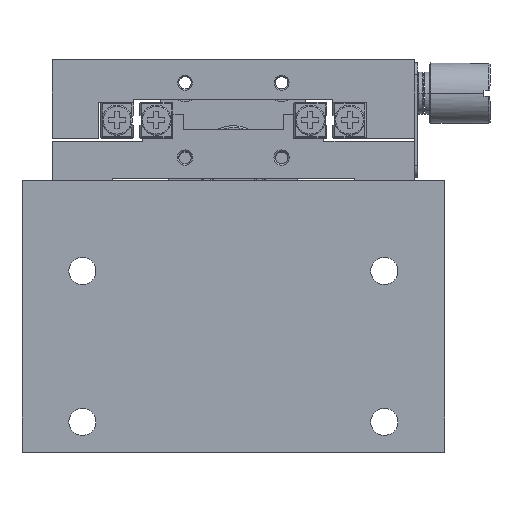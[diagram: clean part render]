
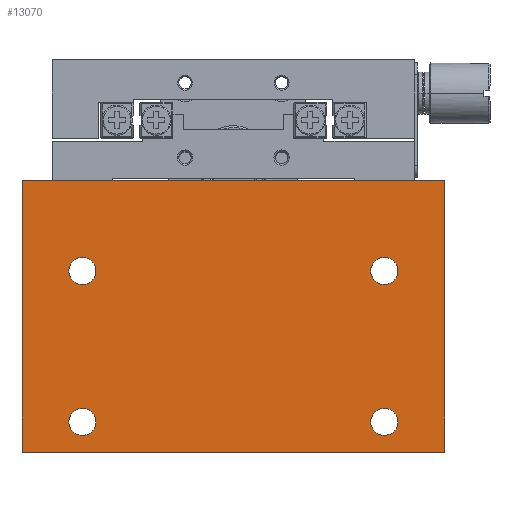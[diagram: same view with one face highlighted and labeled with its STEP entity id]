
A CAD part, top view. The second image highlights one B-rep face of the part: STEP entity #13070.
In plain terms, the highlighted planar face has unit normal (0, 0, 1).
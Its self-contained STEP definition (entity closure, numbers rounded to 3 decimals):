
#417 = VERTEX_POINT ( 'NONE', #15631 ) ;
#893 = VERTEX_POINT ( 'NONE', #14195 ) ;
#1072 = EDGE_CURVE ( 'NONE', #13453, #417, #17143, .T. ) ;
#1159 = DIRECTION ( 'NONE',  ( 0., 1., 0. ) ) ;
#1441 = DIRECTION ( 'NONE',  ( 0., 0., -1. ) ) ;
#1750 = CARTESIAN_POINT ( 'NONE',  ( -33.387, -42.157, 50. ) ) ;
#2050 = DIRECTION ( 'NONE',  ( 0., 1., 0. ) ) ;
#2107 = CARTESIAN_POINT ( 'NONE',  ( 16.613, -39.907, 50. ) ) ;
#2328 = EDGE_CURVE ( 'NONE', #8555, #18641, #19463, .T. ) ;
#2382 = ORIENTED_EDGE ( 'NONE', *, *, #5016, .F. ) ;
#2391 = VECTOR ( 'NONE', #12601, 1000. ) ;
#2465 = EDGE_LOOP ( 'NONE', ( #16210, #6276 ) ) ;
#2803 = DIRECTION ( 'NONE',  ( 0., 1., 0. ) ) ;
#2832 = CARTESIAN_POINT ( 'NONE',  ( -33.387, -14.907, 50. ) ) ;
#2864 = EDGE_LOOP ( 'NONE', ( #2382, #6844, #16551, #10400 ) ) ;
#3166 = DIRECTION ( 'NONE',  ( 0., 1., 0. ) ) ;
#3442 = CARTESIAN_POINT ( 'NONE',  ( -43.387, -2.157, 50. ) ) ;
#3991 = CIRCLE ( 'NONE', #19624, 2.25 ) ;
#4003 = PLANE ( 'NONE',  #17591 ) ;
#4274 = AXIS2_PLACEMENT_3D ( 'NONE', #19136, #9451, #9658 ) ;
#4379 = EDGE_LOOP ( 'NONE', ( #19296, #13513 ) ) ;
#4487 = AXIS2_PLACEMENT_3D ( 'NONE', #12435, #10913, #17217 ) ;
#4531 = EDGE_CURVE ( 'NONE', #10747, #10471, #6373, .T. ) ;
#4749 = VERTEX_POINT ( 'NONE', #5238 ) ;
#5016 = EDGE_CURVE ( 'NONE', #10471, #11078, #6445, .T. ) ;
#5192 = CIRCLE ( 'NONE', #16602, 2.25 ) ;
#5197 = AXIS2_PLACEMENT_3D ( 'NONE', #13717, #16463, #19626 ) ;
#5238 = CARTESIAN_POINT ( 'NONE',  ( -33.387, -19.407, 50. ) ) ;
#5295 = ORIENTED_EDGE ( 'NONE', *, *, #6434, .T. ) ;
#5314 = CARTESIAN_POINT ( 'NONE',  ( 16.613, -44.407, 50. ) ) ;
#5524 = FACE_OUTER_BOUND ( 'NONE', #2864, .T. ) ;
#5597 = CARTESIAN_POINT ( 'NONE',  ( 16.613, -17.157, 50. ) ) ;
#6020 = EDGE_CURVE ( 'NONE', #417, #13453, #7807, .T. ) ;
#6276 = ORIENTED_EDGE ( 'NONE', *, *, #6020, .T. ) ;
#6373 = LINE ( 'NONE', #8015, #2391 ) ;
#6434 = EDGE_CURVE ( 'NONE', #10017, #893, #11071, .T. ) ;
#6445 = LINE ( 'NONE', #18896, #12240 ) ;
#6608 = EDGE_LOOP ( 'NONE', ( #20162, #5295 ) ) ;
#6648 = EDGE_CURVE ( 'NONE', #15786, #11078, #19039, .T. ) ;
#6700 = DIRECTION ( 'NONE',  ( 0., 1., 0. ) ) ;
#6844 = ORIENTED_EDGE ( 'NONE', *, *, #4531, .F. ) ;
#7160 = DIRECTION ( 'NONE',  ( 0., 0., -1. ) ) ;
#7179 = EDGE_CURVE ( 'NONE', #18641, #8555, #5192, .T. ) ;
#7374 = CARTESIAN_POINT ( 'NONE',  ( 16.613, -42.157, 50. ) ) ;
#7807 = CIRCLE ( 'NONE', #5197, 2.25 ) ;
#7825 = AXIS2_PLACEMENT_3D ( 'NONE', #10237, #7160, #1159 ) ;
#8015 = CARTESIAN_POINT ( 'NONE',  ( 26.613, -2.157, 50. ) ) ;
#8236 = CARTESIAN_POINT ( 'NONE',  ( -43.387, -47.157, 50. ) ) ;
#8342 = CARTESIAN_POINT ( 'NONE',  ( -33.387, -17.157, 50. ) ) ;
#8532 = DIRECTION ( 'NONE',  ( 0., -1., 0. ) ) ;
#8555 = VERTEX_POINT ( 'NONE', #5314 ) ;
#8577 = CARTESIAN_POINT ( 'NONE',  ( 16.613, -14.907, 50. ) ) ;
#8813 = DIRECTION ( 'NONE',  ( 0., 0., -1. ) ) ;
#8903 = FACE_BOUND ( 'NONE', #2465, .T. ) ;
#9451 = DIRECTION ( 'NONE',  ( 0., 0., -1. ) ) ;
#9658 = DIRECTION ( 'NONE',  ( 0., 1., 0. ) ) ;
#9743 = VERTEX_POINT ( 'NONE', #2832 ) ;
#9774 = ORIENTED_EDGE ( 'NONE', *, *, #16970, .T. ) ;
#9867 = DIRECTION ( 'NONE',  ( 0., 0., -1. ) ) ;
#10017 = VERTEX_POINT ( 'NONE', #17689 ) ;
#10237 = CARTESIAN_POINT ( 'NONE',  ( -33.387, -42.157, 50. ) ) ;
#10239 = EDGE_LOOP ( 'NONE', ( #9774, #17828 ) ) ;
#10340 = FACE_BOUND ( 'NONE', #10239, .T. ) ;
#10400 = ORIENTED_EDGE ( 'NONE', *, *, #6648, .T. ) ;
#10441 = CARTESIAN_POINT ( 'NONE',  ( 26.613, -2.157, 50. ) ) ;
#10471 = VERTEX_POINT ( 'NONE', #15432 ) ;
#10673 = EDGE_CURVE ( 'NONE', #10747, #15786, #11827, .T. ) ;
#10747 = VERTEX_POINT ( 'NONE', #19968 ) ;
#10913 = DIRECTION ( 'NONE',  ( 0., 0., -1. ) ) ;
#11071 = CIRCLE ( 'NONE', #7825, 2.25 ) ;
#11078 = VERTEX_POINT ( 'NONE', #8236 ) ;
#11154 = CARTESIAN_POINT ( 'NONE',  ( 26.613, -2.157, 50. ) ) ;
#11827 = LINE ( 'NONE', #11154, #16658 ) ;
#11834 = DIRECTION ( 'NONE',  ( 0., 0., -1. ) ) ;
#12240 = VECTOR ( 'NONE', #16868, 1000. ) ;
#12435 = CARTESIAN_POINT ( 'NONE',  ( 16.613, -42.157, 50. ) ) ;
#12601 = DIRECTION ( 'NONE',  ( 0., -1., 0. ) ) ;
#13070 = ADVANCED_FACE ( 'NONE', ( #13496, #10340, #8903, #13695, #5524 ), #4003, .T. ) ;
#13453 = VERTEX_POINT ( 'NONE', #8577 ) ;
#13496 = FACE_BOUND ( 'NONE', #6608, .T. ) ;
#13513 = ORIENTED_EDGE ( 'NONE', *, *, #2328, .T. ) ;
#13695 = FACE_BOUND ( 'NONE', #4379, .T. ) ;
#13717 = CARTESIAN_POINT ( 'NONE',  ( 16.613, -17.157, 50. ) ) ;
#14195 = CARTESIAN_POINT ( 'NONE',  ( -33.387, -39.907, 50. ) ) ;
#14413 = DIRECTION ( 'NONE',  ( -1., 0., 0. ) ) ;
#14564 = CARTESIAN_POINT ( 'NONE',  ( -43.387, -2.157, 50. ) ) ;
#15432 = CARTESIAN_POINT ( 'NONE',  ( 26.613, -47.157, 50. ) ) ;
#15513 = AXIS2_PLACEMENT_3D ( 'NONE', #5597, #11834, #2050 ) ;
#15631 = CARTESIAN_POINT ( 'NONE',  ( 16.613, -19.407, 50. ) ) ;
#15655 = VECTOR ( 'NONE', #8532, 1000. ) ;
#15739 = EDGE_CURVE ( 'NONE', #4749, #9743, #18596, .T. ) ;
#15786 = VERTEX_POINT ( 'NONE', #3442 ) ;
#16210 = ORIENTED_EDGE ( 'NONE', *, *, #1072, .T. ) ;
#16437 = DIRECTION ( 'NONE',  ( 0., -1., 0. ) ) ;
#16463 = DIRECTION ( 'NONE',  ( 0., 0., -1. ) ) ;
#16475 = EDGE_CURVE ( 'NONE', #893, #10017, #18631, .T. ) ;
#16551 = ORIENTED_EDGE ( 'NONE', *, *, #10673, .T. ) ;
#16602 = AXIS2_PLACEMENT_3D ( 'NONE', #7374, #8813, #2803 ) ;
#16658 = VECTOR ( 'NONE', #14413, 1000. ) ;
#16751 = DIRECTION ( 'NONE',  ( 0., 0., 1. ) ) ;
#16868 = DIRECTION ( 'NONE',  ( -1., 0., 0. ) ) ;
#16970 = EDGE_CURVE ( 'NONE', #9743, #4749, #3991, .T. ) ;
#17143 = CIRCLE ( 'NONE', #15513, 2.25 ) ;
#17217 = DIRECTION ( 'NONE',  ( 0., 1., 0. ) ) ;
#17591 = AXIS2_PLACEMENT_3D ( 'NONE', #10441, #16751, #16437 ) ;
#17650 = AXIS2_PLACEMENT_3D ( 'NONE', #1750, #1441, #3166 ) ;
#17689 = CARTESIAN_POINT ( 'NONE',  ( -33.387, -44.407, 50. ) ) ;
#17828 = ORIENTED_EDGE ( 'NONE', *, *, #15739, .T. ) ;
#18596 = CIRCLE ( 'NONE', #4274, 2.25 ) ;
#18631 = CIRCLE ( 'NONE', #17650, 2.25 ) ;
#18641 = VERTEX_POINT ( 'NONE', #2107 ) ;
#18896 = CARTESIAN_POINT ( 'NONE',  ( 26.613, -47.157, 50. ) ) ;
#19039 = LINE ( 'NONE', #14564, #15655 ) ;
#19136 = CARTESIAN_POINT ( 'NONE',  ( -33.387, -17.157, 50. ) ) ;
#19296 = ORIENTED_EDGE ( 'NONE', *, *, #7179, .T. ) ;
#19463 = CIRCLE ( 'NONE', #4487, 2.25 ) ;
#19624 = AXIS2_PLACEMENT_3D ( 'NONE', #8342, #9867, #6700 ) ;
#19626 = DIRECTION ( 'NONE',  ( 0., 1., 0. ) ) ;
#19968 = CARTESIAN_POINT ( 'NONE',  ( 26.613, -2.157, 50. ) ) ;
#20162 = ORIENTED_EDGE ( 'NONE', *, *, #16475, .T. ) ;
